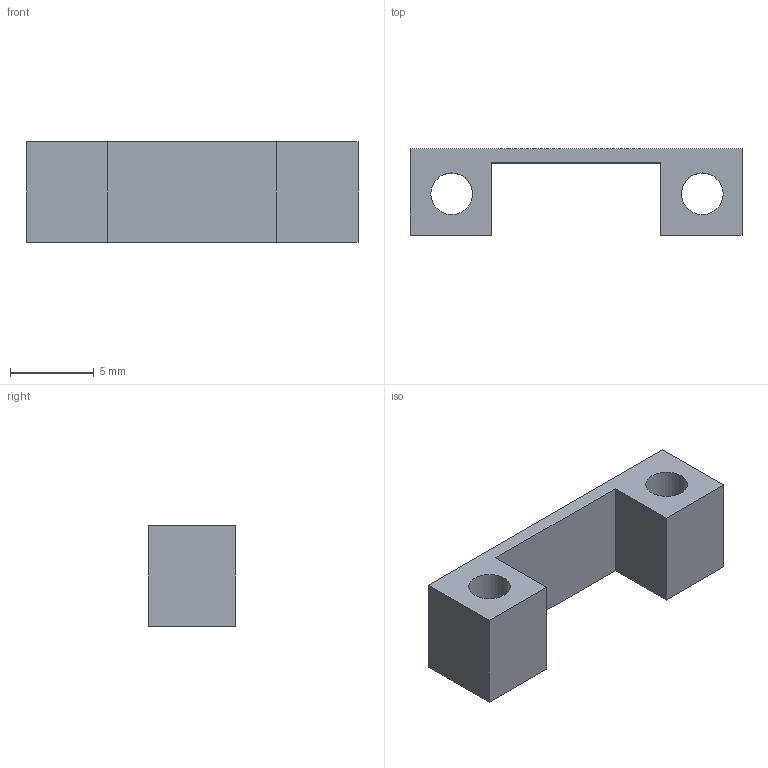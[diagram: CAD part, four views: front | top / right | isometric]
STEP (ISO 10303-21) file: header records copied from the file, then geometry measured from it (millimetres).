
FILE_DESCRIPTION(/* description */ (''),/* implementation_level */ '2;1');
FILE_NAME(/* name */ 'Feiyu Gimbal Mount Standin v2.step',/* time_stamp */ '2017-04-28T14:29:51-07:00',/* author */ (''),/* organization */ (''),/* preprocessor_version */ 'ST-DEVELOPER v16.13',/* originating_system */ 'Autodesk Translation Framework v6.1.1.50',/* authorisation */ '');
FILE_SCHEMA (('AUTOMOTIVE_DESIGN { 1 0 10303 214 3 1 1 }'));
Length unit declared in the file: millimetre
Products named in the file (1): Feiyu Gimbal Mount Standin v2
Bounding box: 19.88 x 5.17 x 6 mm (x, y, z)
Volume: 295.5 mm3; surface area: 545.2 mm2
Topology: 1 solids, 1 shells, 12 faces, 30 edges, 20 vertices
Faces by surface type: plane 10, cylinder 2
Full cylindrical faces by diameter (mm): 2.5 x2
Entity records: 378 total; most frequent: CARTESIAN_POINT 61, DIRECTION 58, ORIENTED_EDGE 56, EDGE_CURVE 28, LINE 24, VECTOR 24, VERTEX_POINT 20, EDGE_LOOP 18
